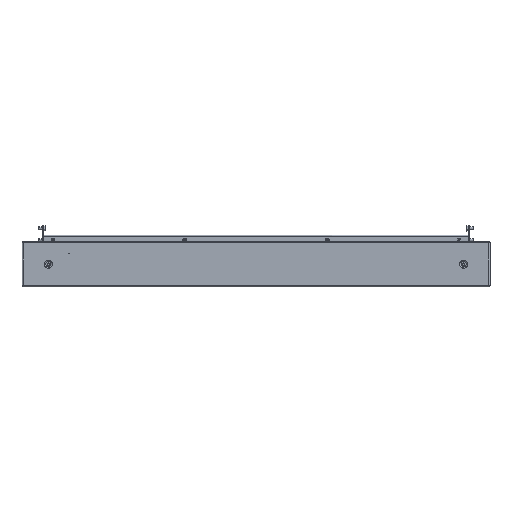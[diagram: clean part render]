
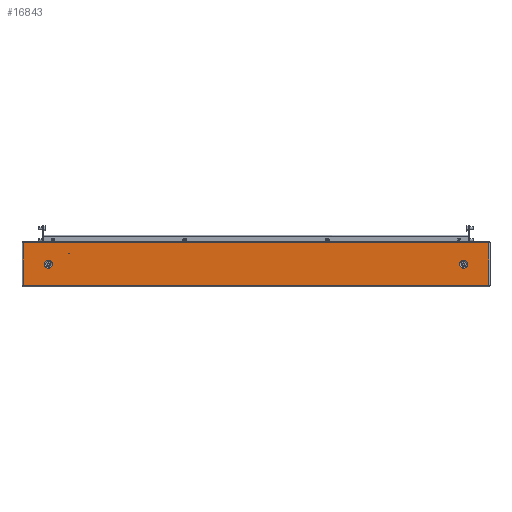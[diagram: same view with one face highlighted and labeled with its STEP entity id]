
A CAD part, top view. The second image highlights one B-rep face of the part: STEP entity #16843.
In plain terms, the highlighted planar face has unit normal (0, 0, 1).
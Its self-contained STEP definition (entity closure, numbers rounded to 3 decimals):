
#624 = DIRECTION ( 'NONE',  ( 0., 0., 1. ) ) ;
#1843 = CARTESIAN_POINT ( 'NONE',  ( -441.5, 0., 0. ) ) ;
#1939 = CARTESIAN_POINT ( 'NONE',  ( 496.029, 45.6, 0. ) ) ;
#2982 = VERTEX_POINT ( 'NONE', #28124 ) ;
#3405 = DIRECTION ( 'NONE',  ( 0., -1., 0. ) ) ;
#3554 = AXIS2_PLACEMENT_3D ( 'NONE', #44469, #45041, #26691 ) ;
#3626 = EDGE_LOOP ( 'NONE', ( #49558, #36119 ) ) ;
#3883 = CARTESIAN_POINT ( 'NONE',  ( 495.1, -45.6, 0. ) ) ;
#3977 = EDGE_CURVE ( 'NONE', #12818, #8501, #32944, .T. ) ;
#4555 = DIRECTION ( 'NONE',  ( 1., 0., 0. ) ) ;
#4678 = ORIENTED_EDGE ( 'NONE', *, *, #3977, .T. ) ;
#5762 = CARTESIAN_POINT ( 'NONE',  ( 0., 0., 0. ) ) ;
#5851 = AXIS2_PLACEMENT_3D ( 'NONE', #6939, #25614, #47565 ) ;
#5929 = DIRECTION ( 'NONE',  ( 0., 0., 1. ) ) ;
#6939 = CARTESIAN_POINT ( 'NONE',  ( -397.5, 23., 0. ) ) ;
#7469 = EDGE_CURVE ( 'NONE', #42942, #16140, #23819, .T. ) ;
#7967 = CARTESIAN_POINT ( 'NONE',  ( -441.5, 8.443, 0. ) ) ;
#8387 = ORIENTED_EDGE ( 'NONE', *, *, #32091, .T. ) ;
#8501 = VERTEX_POINT ( 'NONE', #22727 ) ;
#9298 = CARTESIAN_POINT ( 'NONE',  ( 441.5, 0., 0. ) ) ;
#11141 = VECTOR ( 'NONE', #3405, 1000. ) ;
#11707 = VECTOR ( 'NONE', #4555, 1000. ) ;
#11965 = AXIS2_PLACEMENT_3D ( 'NONE', #17352, #43609, #57698 ) ;
#12124 = EDGE_CURVE ( 'NONE', #8501, #45443, #18768, .T. ) ;
#12818 = VERTEX_POINT ( 'NONE', #37602 ) ;
#13574 = CARTESIAN_POINT ( 'NONE',  ( -397., 23., 0. ) ) ;
#13823 = ORIENTED_EDGE ( 'NONE', *, *, #7469, .F. ) ;
#14252 = LINE ( 'NONE', #32115, #51472 ) ;
#16140 = VERTEX_POINT ( 'NONE', #47199 ) ;
#16843 = ADVANCED_FACE ( 'NONE', ( #45683, #33824, #32384, #20479 ), #41237, .T. ) ;
#16938 = LINE ( 'NONE', #1939, #28173 ) ;
#17352 = CARTESIAN_POINT ( 'NONE',  ( 441.5, 0., 0. ) ) ;
#18768 = LINE ( 'NONE', #53564, #11707 ) ;
#20466 = DIRECTION ( 'NONE',  ( -1., 0., 0. ) ) ;
#20479 = FACE_OUTER_BOUND ( 'NONE', #21453, .T. ) ;
#20553 = EDGE_CURVE ( 'NONE', #16140, #42942, #35570, .T. ) ;
#20864 = EDGE_CURVE ( 'NONE', #32179, #23266, #57207, .T. ) ;
#21031 = EDGE_CURVE ( 'NONE', #23266, #32179, #50858, .T. ) ;
#21302 = AXIS2_PLACEMENT_3D ( 'NONE', #1843, #47021, #42290 ) ;
#21453 = EDGE_LOOP ( 'NONE', ( #4678, #46865, #45578, #25235 ) ) ;
#21631 = AXIS2_PLACEMENT_3D ( 'NONE', #9298, #624, #40684 ) ;
#22727 = CARTESIAN_POINT ( 'NONE',  ( -495.1, -45.6, 0. ) ) ;
#23070 = DIRECTION ( 'NONE',  ( 0., 1., 0. ) ) ;
#23266 = VERTEX_POINT ( 'NONE', #7967 ) ;
#23819 = CIRCLE ( 'NONE', #11965, 8.443 ) ;
#25133 = EDGE_CURVE ( 'NONE', #30585, #12818, #16938, .T. ) ;
#25235 = ORIENTED_EDGE ( 'NONE', *, *, #25133, .T. ) ;
#25614 = DIRECTION ( 'NONE',  ( 0., 0., -1. ) ) ;
#26368 = CIRCLE ( 'NONE', #5851, 0.5 ) ;
#26691 = DIRECTION ( 'NONE',  ( 0., 1., 0. ) ) ;
#28124 = CARTESIAN_POINT ( 'NONE',  ( -398., 23., 0. ) ) ;
#28173 = VECTOR ( 'NONE', #33243, 1000. ) ;
#29459 = CARTESIAN_POINT ( 'NONE',  ( -397.5, 23., 0. ) ) ;
#30585 = VERTEX_POINT ( 'NONE', #47098 ) ;
#32091 = EDGE_CURVE ( 'NONE', #2982, #46837, #26368, .T. ) ;
#32115 = CARTESIAN_POINT ( 'NONE',  ( 495.1, -46.529, 0. ) ) ;
#32179 = VERTEX_POINT ( 'NONE', #57337 ) ;
#32384 = FACE_BOUND ( 'NONE', #3626, .T. ) ;
#32944 = LINE ( 'NONE', #34095, #11141 ) ;
#33243 = DIRECTION ( 'NONE',  ( -1., 0., 0. ) ) ;
#33549 = AXIS2_PLACEMENT_3D ( 'NONE', #29459, #34586, #20466 ) ;
#33824 = FACE_BOUND ( 'NONE', #53799, .T. ) ;
#34095 = CARTESIAN_POINT ( 'NONE',  ( -495.1, 46.529, 0. ) ) ;
#34586 = DIRECTION ( 'NONE',  ( 0., 0., -1. ) ) ;
#35570 = CIRCLE ( 'NONE', #21631, 8.443 ) ;
#35688 = EDGE_CURVE ( 'NONE', #46837, #2982, #49871, .T. ) ;
#35905 = ORIENTED_EDGE ( 'NONE', *, *, #20553, .F. ) ;
#36119 = ORIENTED_EDGE ( 'NONE', *, *, #20864, .F. ) ;
#37602 = CARTESIAN_POINT ( 'NONE',  ( -495.1, 45.6, 0. ) ) ;
#40684 = DIRECTION ( 'NONE',  ( 0., 1., 0. ) ) ;
#41237 = PLANE ( 'NONE',  #50636 ) ;
#42290 = DIRECTION ( 'NONE',  ( 0., 1., 0. ) ) ;
#42942 = VERTEX_POINT ( 'NONE', #43150 ) ;
#43150 = CARTESIAN_POINT ( 'NONE',  ( 441.5, 8.443, 0. ) ) ;
#43609 = DIRECTION ( 'NONE',  ( 0., 0., 1. ) ) ;
#44469 = CARTESIAN_POINT ( 'NONE',  ( -441.5, 0., 0. ) ) ;
#44666 = EDGE_LOOP ( 'NONE', ( #8387, #57837 ) ) ;
#45041 = DIRECTION ( 'NONE',  ( 0., 0., 1. ) ) ;
#45443 = VERTEX_POINT ( 'NONE', #3883 ) ;
#45578 = ORIENTED_EDGE ( 'NONE', *, *, #54419, .T. ) ;
#45683 = FACE_BOUND ( 'NONE', #44666, .T. ) ;
#46837 = VERTEX_POINT ( 'NONE', #13574 ) ;
#46865 = ORIENTED_EDGE ( 'NONE', *, *, #12124, .T. ) ;
#47021 = DIRECTION ( 'NONE',  ( 0., 0., 1. ) ) ;
#47098 = CARTESIAN_POINT ( 'NONE',  ( 495.1, 45.6, 0. ) ) ;
#47199 = CARTESIAN_POINT ( 'NONE',  ( 441.5, -8.443, 0. ) ) ;
#47565 = DIRECTION ( 'NONE',  ( -1., 0., 0. ) ) ;
#49558 = ORIENTED_EDGE ( 'NONE', *, *, #21031, .F. ) ;
#49871 = CIRCLE ( 'NONE', #33549, 0.5 ) ;
#50636 = AXIS2_PLACEMENT_3D ( 'NONE', #5762, #5929, #54777 ) ;
#50858 = CIRCLE ( 'NONE', #21302, 8.443 ) ;
#51472 = VECTOR ( 'NONE', #23070, 1000. ) ;
#53564 = CARTESIAN_POINT ( 'NONE',  ( -496.029, -45.6, 0. ) ) ;
#53799 = EDGE_LOOP ( 'NONE', ( #13823, #35905 ) ) ;
#54419 = EDGE_CURVE ( 'NONE', #45443, #30585, #14252, .T. ) ;
#54777 = DIRECTION ( 'NONE',  ( 1., 0., 0. ) ) ;
#57207 = CIRCLE ( 'NONE', #3554, 8.443 ) ;
#57337 = CARTESIAN_POINT ( 'NONE',  ( -441.5, -8.443, 0. ) ) ;
#57698 = DIRECTION ( 'NONE',  ( 0., 1., 0. ) ) ;
#57837 = ORIENTED_EDGE ( 'NONE', *, *, #35688, .T. ) ;
